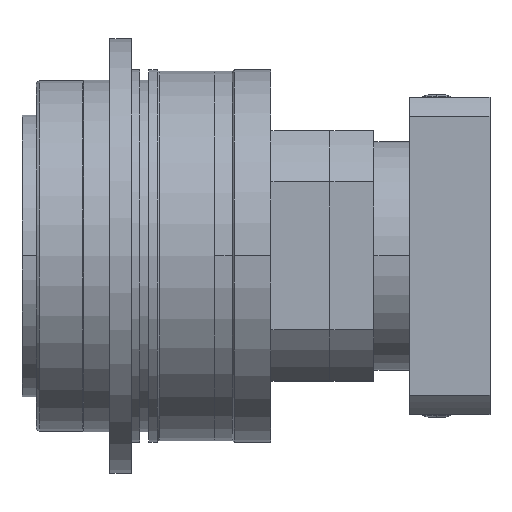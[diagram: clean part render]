
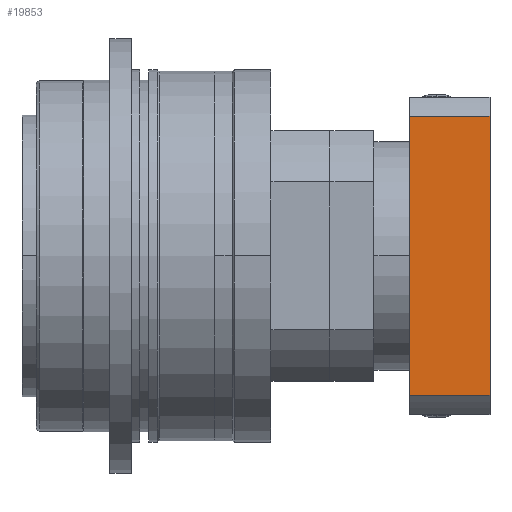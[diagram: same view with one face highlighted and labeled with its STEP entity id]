
A CAD part, top view. The second image highlights one B-rep face of the part: STEP entity #19853.
In plain terms, the highlighted planar face has unit normal (0, 0, 1).
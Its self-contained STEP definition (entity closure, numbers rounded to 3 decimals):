
#512 = EDGE_LOOP ( 'NONE', ( #6169, #2478, #24201, #24764 ) ) ;
#611 = LINE ( 'NONE', #5269, #21966 ) ;
#1748 = DIRECTION ( 'NONE',  ( 0., 1., 0. ) ) ;
#1898 = VERTEX_POINT ( 'NONE', #3458 ) ;
#1940 = EDGE_CURVE ( 'NONE', #12642, #18148, #2408, .T. ) ;
#2408 = LINE ( 'NONE', #5509, #23152 ) ;
#2478 = ORIENTED_EDGE ( 'NONE', *, *, #16086, .F. ) ;
#3458 = CARTESIAN_POINT ( 'NONE',  ( 111., -79.373, 90. ) ) ;
#3959 = CARTESIAN_POINT ( 'NONE',  ( 156.5, 0., 90. ) ) ;
#5269 = CARTESIAN_POINT ( 'NONE',  ( 156.5, -79.373, 90. ) ) ;
#5509 = CARTESIAN_POINT ( 'NONE',  ( 156.5, 79.373, 90. ) ) ;
#6169 = ORIENTED_EDGE ( 'NONE', *, *, #16757, .F. ) ;
#6950 = VERTEX_POINT ( 'NONE', #19609 ) ;
#8284 = CARTESIAN_POINT ( 'NONE',  ( 111., -87.617, 90. ) ) ;
#9859 = EDGE_CURVE ( 'NONE', #18148, #6950, #10400, .T. ) ;
#10279 = DIRECTION ( 'NONE',  ( 0., -1., 0. ) ) ;
#10400 = LINE ( 'NONE', #3959, #15772 ) ;
#11570 = VECTOR ( 'NONE', #1748, 1000. ) ;
#11976 = CARTESIAN_POINT ( 'NONE',  ( 156.5, 79.373, 90. ) ) ;
#12642 = VERTEX_POINT ( 'NONE', #17630 ) ;
#13777 = CARTESIAN_POINT ( 'NONE',  ( 111., -87.617, 90. ) ) ;
#15772 = VECTOR ( 'NONE', #20052, 1000. ) ;
#16086 = EDGE_CURVE ( 'NONE', #6950, #1898, #611, .T. ) ;
#16757 = EDGE_CURVE ( 'NONE', #1898, #12642, #21629, .T. ) ;
#17344 = DIRECTION ( 'NONE',  ( -1., 0., 0. ) ) ;
#17630 = CARTESIAN_POINT ( 'NONE',  ( 111., 79.373, 90. ) ) ;
#18148 = VERTEX_POINT ( 'NONE', #11976 ) ;
#19609 = CARTESIAN_POINT ( 'NONE',  ( 156.5, -79.373, 90. ) ) ;
#19853 = ADVANCED_FACE ( 'NONE', ( #24063 ), #20305, .F. ) ;
#20052 = DIRECTION ( 'NONE',  ( 0., -1., 0. ) ) ;
#20305 = PLANE ( 'NONE',  #21633 ) ;
#21510 = DIRECTION ( 'NONE',  ( 1., 0., 0. ) ) ;
#21629 = LINE ( 'NONE', #13777, #11570 ) ;
#21633 = AXIS2_PLACEMENT_3D ( 'NONE', #8284, #22328, #10279 ) ;
#21966 = VECTOR ( 'NONE', #17344, 1000. ) ;
#22328 = DIRECTION ( 'NONE',  ( 0., 0., -1. ) ) ;
#23152 = VECTOR ( 'NONE', #21510, 1000. ) ;
#24063 = FACE_OUTER_BOUND ( 'NONE', #512, .T. ) ;
#24201 = ORIENTED_EDGE ( 'NONE', *, *, #9859, .F. ) ;
#24764 = ORIENTED_EDGE ( 'NONE', *, *, #1940, .F. ) ;
